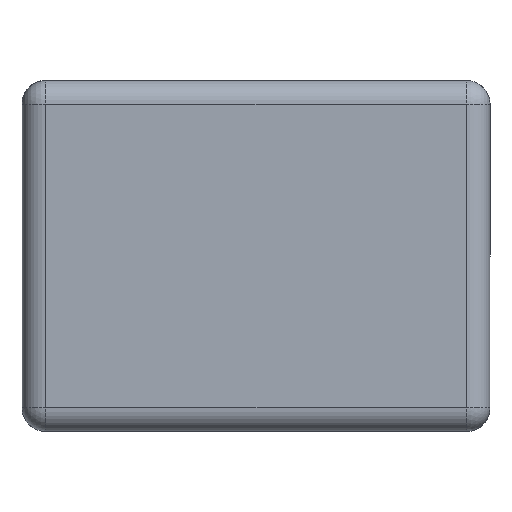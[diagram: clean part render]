
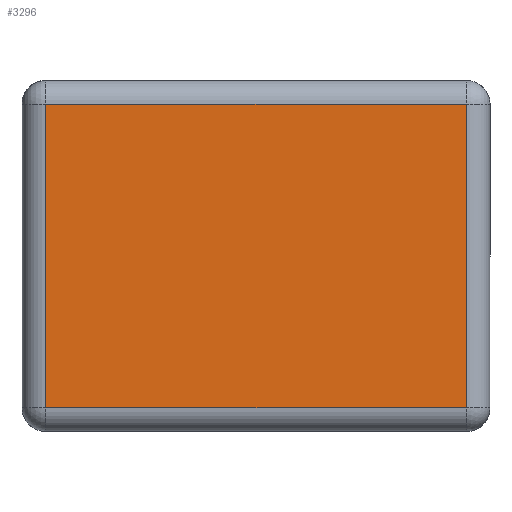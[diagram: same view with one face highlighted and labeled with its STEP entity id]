
A CAD part, front view. The second image highlights one B-rep face of the part: STEP entity #3296.
In plain terms, the highlighted planar face has unit normal (0, -1, 0).
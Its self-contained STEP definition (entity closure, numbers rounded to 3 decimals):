
#24 = CARTESIAN_POINT ( 'NONE',  ( 26.963, -4., 19.463 ) ) ;
#78 = AXIS2_PLACEMENT_3D ( 'NONE', #3985, #4586, #5999 ) ;
#216 = LINE ( 'NONE', #4452, #1967 ) ;
#282 = CARTESIAN_POINT ( 'NONE',  ( 26.862, -4., -19.463 ) ) ;
#330 = EDGE_CURVE ( 'NONE', #4075, #3086, #1597, .T. ) ;
#404 = ORIENTED_EDGE ( 'NONE', *, *, #330, .T. ) ;
#446 = EDGE_CURVE ( 'NONE', #1506, #3309, #1779, .T. ) ;
#499 = VECTOR ( 'NONE', #5816, 1000. ) ;
#678 = CARTESIAN_POINT ( 'NONE',  ( -26.963, -4., -19.362 ) ) ;
#1200 = CARTESIAN_POINT ( 'NONE',  ( -26.963, -4., -19.463 ) ) ;
#1506 = VERTEX_POINT ( 'NONE', #1200 ) ;
#1576 = CARTESIAN_POINT ( 'NONE',  ( 26.963, -4., -19.463 ) ) ;
#1597 = LINE ( 'NONE', #1656, #3344 ) ;
#1614 = DIRECTION ( 'NONE',  ( 0., 0., -1. ) ) ;
#1656 = CARTESIAN_POINT ( 'NONE',  ( -26.862, -4., 19.463 ) ) ;
#1675 = LINE ( 'NONE', #678, #4185 ) ;
#1779 = LINE ( 'NONE', #282, #499 ) ;
#1967 = VECTOR ( 'NONE', #2306, 1000. ) ;
#2119 = EDGE_CURVE ( 'NONE', #3086, #1506, #1675, .T. ) ;
#2306 = DIRECTION ( 'NONE',  ( 0., 0., 1. ) ) ;
#2563 = FACE_OUTER_BOUND ( 'NONE', #5141, .T. ) ;
#2830 = EDGE_CURVE ( 'NONE', #3309, #4075, #216, .T. ) ;
#2955 = PLANE ( 'NONE',  #78 ) ;
#3086 = VERTEX_POINT ( 'NONE', #4221 ) ;
#3296 = ADVANCED_FACE ( 'NONE', ( #2563 ), #2955, .F. ) ;
#3309 = VERTEX_POINT ( 'NONE', #1576 ) ;
#3344 = VECTOR ( 'NONE', #3613, 1000. ) ;
#3613 = DIRECTION ( 'NONE',  ( -1., 0., 0. ) ) ;
#3620 = ORIENTED_EDGE ( 'NONE', *, *, #2119, .T. ) ;
#3985 = CARTESIAN_POINT ( 'NONE',  ( 0., -4., 0. ) ) ;
#4075 = VERTEX_POINT ( 'NONE', #24 ) ;
#4185 = VECTOR ( 'NONE', #1614, 1000. ) ;
#4221 = CARTESIAN_POINT ( 'NONE',  ( -26.963, -4., 19.463 ) ) ;
#4452 = CARTESIAN_POINT ( 'NONE',  ( 26.963, -4., 19.362 ) ) ;
#4586 = DIRECTION ( 'NONE',  ( 0., 1., 0. ) ) ;
#5141 = EDGE_LOOP ( 'NONE', ( #3620, #5786, #5848, #404 ) ) ;
#5786 = ORIENTED_EDGE ( 'NONE', *, *, #446, .T. ) ;
#5816 = DIRECTION ( 'NONE',  ( 1., 0., 0. ) ) ;
#5848 = ORIENTED_EDGE ( 'NONE', *, *, #2830, .T. ) ;
#5999 = DIRECTION ( 'NONE',  ( 0., 0., 1. ) ) ;
